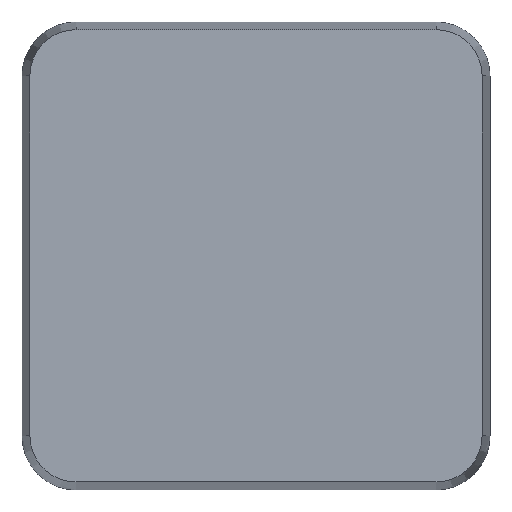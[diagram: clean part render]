
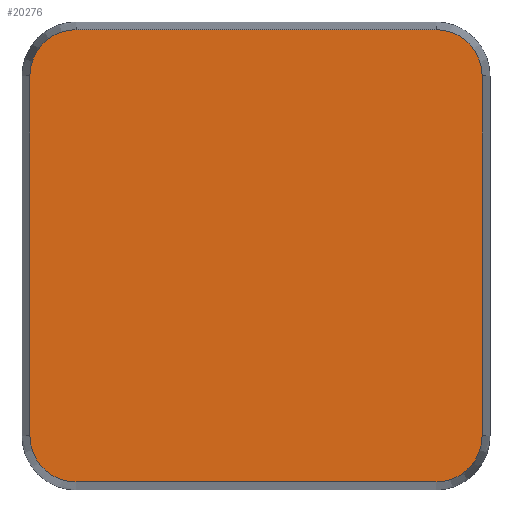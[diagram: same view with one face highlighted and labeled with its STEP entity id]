
A CAD part, top view. The second image highlights one B-rep face of the part: STEP entity #20276.
In plain terms, the highlighted planar face has unit normal (0, 0, 1).
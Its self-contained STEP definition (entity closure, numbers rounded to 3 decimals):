
#29 = ORIENTED_EDGE ( 'NONE', *, *, #6670, .T. ) ;
#71 = CARTESIAN_POINT ( 'NONE',  ( 0., 0., 26. ) ) ;
#113 = DIRECTION ( 'NONE',  ( 0., 0., 1. ) ) ;
#405 = CIRCLE ( 'NONE', #19382, 10.25 ) ;
#527 = EDGE_CURVE ( 'NONE', #13070, #7709, #405, .T. ) ;
#768 = CARTESIAN_POINT ( 'NONE',  ( 12., 102.25, 26. ) ) ;
#1763 = DIRECTION ( 'NONE',  ( -1., 0., 0. ) ) ;
#2025 = ORIENTED_EDGE ( 'NONE', *, *, #11331, .T. ) ;
#2172 = AXIS2_PLACEMENT_3D ( 'NONE', #71, #9291, #1763 ) ;
#4306 = CARTESIAN_POINT ( 'NONE',  ( 102.25, 0., 26. ) ) ;
#4370 = CARTESIAN_POINT ( 'NONE',  ( 0., 102.25, 26. ) ) ;
#4633 = DIRECTION ( 'NONE',  ( 0., 0., 1. ) ) ;
#4676 = EDGE_CURVE ( 'NONE', #4716, #14748, #10323, .T. ) ;
#4706 = VERTEX_POINT ( 'NONE', #14620 ) ;
#4716 = VERTEX_POINT ( 'NONE', #22595 ) ;
#5356 = VERTEX_POINT ( 'NONE', #20134 ) ;
#5502 = EDGE_CURVE ( 'NONE', #7709, #5356, #5648, .T. ) ;
#5648 = LINE ( 'NONE', #21894, #19001 ) ;
#6560 = EDGE_CURVE ( 'NONE', #21661, #7476, #23656, .T. ) ;
#6670 = EDGE_CURVE ( 'NONE', #14748, #13070, #13691, .T. ) ;
#6920 = EDGE_CURVE ( 'NONE', #7476, #4716, #22701, .T. ) ;
#6989 = VECTOR ( 'NONE', #11249, 1000. ) ;
#6994 = DIRECTION ( 'NONE',  ( -1., 0., 0. ) ) ;
#7476 = VERTEX_POINT ( 'NONE', #16735 ) ;
#7709 = VERTEX_POINT ( 'NONE', #13719 ) ;
#7951 = DIRECTION ( 'NONE',  ( 0., 0., 1. ) ) ;
#8809 = DIRECTION ( 'NONE',  ( 0., 0., 1. ) ) ;
#9291 = DIRECTION ( 'NONE',  ( 0., 0., -1. ) ) ;
#9382 = EDGE_LOOP ( 'NONE', ( #19728, #9472, #2025, #20237, #14481, #22763, #29, #11432 ) ) ;
#9472 = ORIENTED_EDGE ( 'NONE', *, *, #21328, .T. ) ;
#10206 = CARTESIAN_POINT ( 'NONE',  ( 12., 92., 26. ) ) ;
#10323 = CIRCLE ( 'NONE', #20346, 10.25 ) ;
#10615 = DIRECTION ( 'NONE',  ( -1., 0., 0. ) ) ;
#11249 = DIRECTION ( 'NONE',  ( 1., 0., 0. ) ) ;
#11331 = EDGE_CURVE ( 'NONE', #4706, #21661, #14646, .T. ) ;
#11432 = ORIENTED_EDGE ( 'NONE', *, *, #527, .T. ) ;
#12713 = VECTOR ( 'NONE', #19082, 1000. ) ;
#12896 = CARTESIAN_POINT ( 'NONE',  ( 92., 1.75, 26. ) ) ;
#13070 = VERTEX_POINT ( 'NONE', #768 ) ;
#13195 = DIRECTION ( 'NONE',  ( -1., 0., 0. ) ) ;
#13691 = LINE ( 'NONE', #4370, #23339 ) ;
#13719 = CARTESIAN_POINT ( 'NONE',  ( 1.75, 92., 26. ) ) ;
#14481 = ORIENTED_EDGE ( 'NONE', *, *, #6920, .T. ) ;
#14610 = CIRCLE ( 'NONE', #17327, 10.25 ) ;
#14620 = CARTESIAN_POINT ( 'NONE',  ( 12., 1.75, 26. ) ) ;
#14646 = LINE ( 'NONE', #14877, #6989 ) ;
#14748 = VERTEX_POINT ( 'NONE', #18907 ) ;
#14877 = CARTESIAN_POINT ( 'NONE',  ( 0., 1.75, 26. ) ) ;
#16000 = DIRECTION ( 'NONE',  ( -1., 0., 0. ) ) ;
#16670 = CARTESIAN_POINT ( 'NONE',  ( 92., 92., 26. ) ) ;
#16735 = CARTESIAN_POINT ( 'NONE',  ( 102.25, 12., 26. ) ) ;
#17327 = AXIS2_PLACEMENT_3D ( 'NONE', #20913, #7951, #21035 ) ;
#17479 = AXIS2_PLACEMENT_3D ( 'NONE', #20829, #113, #13195 ) ;
#18138 = DIRECTION ( 'NONE',  ( 0., -1., 0. ) ) ;
#18369 = PLANE ( 'NONE',  #2172 ) ;
#18907 = CARTESIAN_POINT ( 'NONE',  ( 92., 102.25, 26. ) ) ;
#19001 = VECTOR ( 'NONE', #18138, 1000. ) ;
#19082 = DIRECTION ( 'NONE',  ( 0., 1., 0. ) ) ;
#19382 = AXIS2_PLACEMENT_3D ( 'NONE', #10206, #4633, #16000 ) ;
#19728 = ORIENTED_EDGE ( 'NONE', *, *, #5502, .T. ) ;
#20134 = CARTESIAN_POINT ( 'NONE',  ( 1.75, 12., 26. ) ) ;
#20188 = FACE_OUTER_BOUND ( 'NONE', #9382, .T. ) ;
#20237 = ORIENTED_EDGE ( 'NONE', *, *, #6560, .T. ) ;
#20276 = ADVANCED_FACE ( 'NONE', ( #20188 ), #18369, .F. ) ;
#20346 = AXIS2_PLACEMENT_3D ( 'NONE', #16670, #8809, #6994 ) ;
#20829 = CARTESIAN_POINT ( 'NONE',  ( 92., 12., 26. ) ) ;
#20913 = CARTESIAN_POINT ( 'NONE',  ( 12., 12., 26. ) ) ;
#21035 = DIRECTION ( 'NONE',  ( -1., 0., 0. ) ) ;
#21328 = EDGE_CURVE ( 'NONE', #5356, #4706, #14610, .T. ) ;
#21661 = VERTEX_POINT ( 'NONE', #12896 ) ;
#21894 = CARTESIAN_POINT ( 'NONE',  ( 1.75, 0., 26. ) ) ;
#22595 = CARTESIAN_POINT ( 'NONE',  ( 102.25, 92., 26. ) ) ;
#22701 = LINE ( 'NONE', #4306, #12713 ) ;
#22763 = ORIENTED_EDGE ( 'NONE', *, *, #4676, .T. ) ;
#23339 = VECTOR ( 'NONE', #10615, 1000. ) ;
#23656 = CIRCLE ( 'NONE', #17479, 10.25 ) ;
